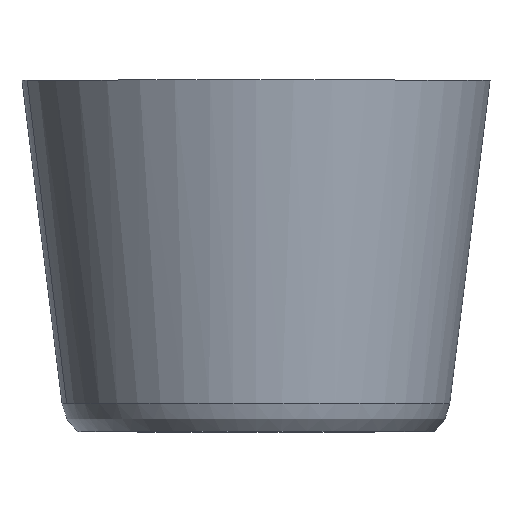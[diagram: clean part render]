
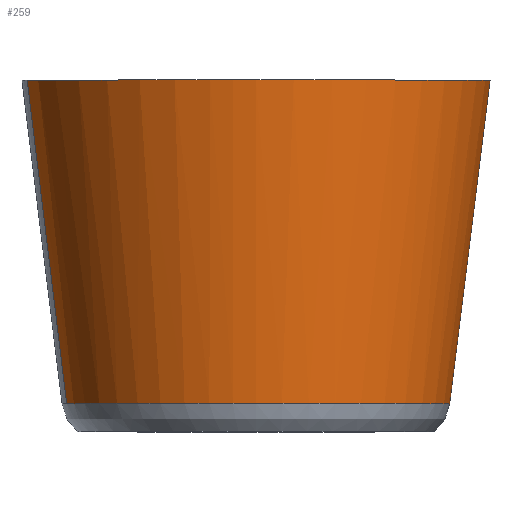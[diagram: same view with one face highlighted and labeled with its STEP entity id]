
A CAD part, top view. The second image highlights one B-rep face of the part: STEP entity #259.
In plain terms, the highlighted free-form (B-spline) face has degree [2, 1] with [5, 2] control points.
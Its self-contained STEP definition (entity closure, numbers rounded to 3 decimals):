
#66=CARTESIAN_POINT('',(6.534,-9.541,-1.061));
#67=VERTEX_POINT('',#66);
#113=CARTESIAN_POINT('',(-6.463,-9.541,1.433));
#114=VERTEX_POINT('',#113);
#130=CARTESIAN_POINT('',(-7.81,1.5,1.732));
#131=VERTEX_POINT('',#130);
#132=CARTESIAN_POINT('',(-6.463,-9.541,1.433));
#133=CARTESIAN_POINT('',(-7.81,1.5,1.732));
#134=QUASI_UNIFORM_CURVE('',1,(#132,#133),.UNSPECIFIED.,.F.,.U.);
#135=EDGE_CURVE('',#114,#131,#134,.T.);
#154=CARTESIAN_POINT('',(7.897,1.5,-1.282));
#155=VERTEX_POINT('',#154);
#169=CARTESIAN_POINT('',(6.534,-9.541,-1.061));
#170=CARTESIAN_POINT('',(7.897,1.5,-1.282));
#171=QUASI_UNIFORM_CURVE('',1,(#169,#170),.UNSPECIFIED.,.F.,.U.);
#172=EDGE_CURVE('',#67,#155,#171,.T.);
#177=CARTESIAN_POINT('',(-6.429,-9.817,1.425));
#178=CARTESIAN_POINT('',(-5.004,-9.817,7.855));
#179=CARTESIAN_POINT('',(1.425,-9.817,6.429));
#180=CARTESIAN_POINT('',(7.497,-9.817,5.083));
#181=CARTESIAN_POINT('',(6.5,-9.817,-1.055));
#182=CARTESIAN_POINT('',(-7.845,1.783,1.739));
#183=CARTESIAN_POINT('',(-6.106,1.783,9.584));
#184=CARTESIAN_POINT('',(1.739,1.783,7.845));
#185=CARTESIAN_POINT('',(9.148,1.783,6.203));
#186=CARTESIAN_POINT('',(7.932,1.783,-1.288));
#194=(BOUNDED_SURFACE()B_SPLINE_SURFACE(2,1,((#177,#182),(#178,#183),(#179,#184),(#180,#185),(#181,#186)),.UNSPECIFIED.,.F.,.F.,.U.)B_SPLINE_SURFACE_WITH_KNOTS((3,2,3),(2,2),(0.0,13.313,26.094),(0.0,11.69),.UNSPECIFIED.)GEOMETRIC_REPRESENTATION_ITEM()RATIONAL_B_SPLINE_SURFACE(((1.0,1.0),(0.707,0.707),(1.0,1.0),(0.719,0.719),(0.978,0.978)))REPRESENTATION_ITEM('')SURFACE());
#195=CARTESIAN_POINT('',(0.0,-9.541,6.62));
#196=VERTEX_POINT('',#195);
#197=CARTESIAN_POINT('',(0.0,-9.541,6.62));
#198=CARTESIAN_POINT('',(6.62,-9.541,6.62));
#199=CARTESIAN_POINT('',(6.62,-9.541,0.0));
#200=CARTESIAN_POINT('',(6.62,-9.541,-0.534));
#201=CARTESIAN_POINT('',(6.534,-9.541,-1.061));
#209=(BOUNDED_CURVE()B_SPLINE_CURVE(2,(#197,#198,#199,#200,#201),.UNSPECIFIED.,.F.,.U.)B_SPLINE_CURVE_WITH_KNOTS((3,2,3),(0.0,0.25,0.278),.UNSPECIFIED.)CURVE()GEOMETRIC_REPRESENTATION_ITEM()RATIONAL_B_SPLINE_CURVE((1.0,0.707,1.0,0.968,0.942))REPRESENTATION_ITEM(''));
#210=EDGE_CURVE('',#196,#67,#209,.T.);
#211=ORIENTED_EDGE('',*,*,#210,.T.);
#212=ORIENTED_EDGE('',*,*,#172,.T.);
#213=CARTESIAN_POINT('',(0.0,1.5,8.0));
#214=VERTEX_POINT('',#213);
#215=CARTESIAN_POINT('',(0.0,1.5,8.0));
#216=CARTESIAN_POINT('',(8.,1.5,8.));
#217=CARTESIAN_POINT('',(8.,1.5,0.));
#218=CARTESIAN_POINT('',(8.,1.5,-0.645));
#219=CARTESIAN_POINT('',(7.897,1.5,-1.282));
#227=(BOUNDED_CURVE()B_SPLINE_CURVE(2,(#215,#216,#217,#218,#219),.UNSPECIFIED.,.F.,.U.)B_SPLINE_CURVE_WITH_KNOTS((3,2,3),(0.0,0.25,0.278),.UNSPECIFIED.)CURVE()GEOMETRIC_REPRESENTATION_ITEM()RATIONAL_B_SPLINE_CURVE((1.0,0.707,1.0,0.968,0.942))REPRESENTATION_ITEM(''));
#228=EDGE_CURVE('',#214,#155,#227,.T.);
#229=ORIENTED_EDGE('',*,*,#228,.F.);
#230=CARTESIAN_POINT('',(-7.81,1.5,1.732));
#231=CARTESIAN_POINT('',(-6.421,1.5,8.0));
#232=CARTESIAN_POINT('',(0.0,1.5,8.0));
#240=(BOUNDED_CURVE()B_SPLINE_CURVE(2,(#230,#231,#232),.UNSPECIFIED.,.F.,.U.)B_SPLINE_CURVE_WITH_KNOTS((3,3),(0.787,1.0),.UNSPECIFIED.)CURVE()GEOMETRIC_REPRESENTATION_ITEM()RATIONAL_B_SPLINE_CURVE((0.926,0.751,1.0))REPRESENTATION_ITEM(''));
#241=EDGE_CURVE('',#131,#214,#240,.T.);
#242=ORIENTED_EDGE('',*,*,#241,.F.);
#243=ORIENTED_EDGE('',*,*,#135,.F.);
#244=CARTESIAN_POINT('',(-6.463,-9.541,1.433));
#245=CARTESIAN_POINT('',(-5.313,-9.541,6.62));
#246=CARTESIAN_POINT('',(0.0,-9.541,6.62));
#254=(BOUNDED_CURVE()B_SPLINE_CURVE(2,(#244,#245,#246),.UNSPECIFIED.,.F.,.U.)B_SPLINE_CURVE_WITH_KNOTS((3,3),(0.787,1.0),.UNSPECIFIED.)CURVE()GEOMETRIC_REPRESENTATION_ITEM()RATIONAL_B_SPLINE_CURVE((0.926,0.751,1.0))REPRESENTATION_ITEM(''));
#255=EDGE_CURVE('',#114,#196,#254,.T.);
#256=ORIENTED_EDGE('',*,*,#255,.T.);
#257=EDGE_LOOP('',(#211,#212,#229,#242,#243,#256));
#258=FACE_OUTER_BOUND('',#257,.T.);
#259=ADVANCED_FACE('',(#258),#194,.T.);
